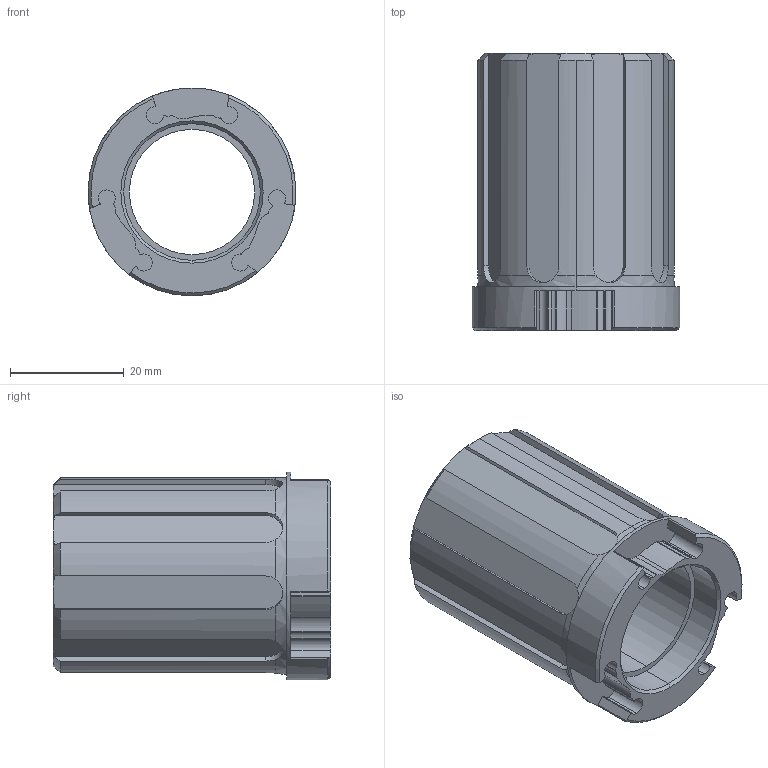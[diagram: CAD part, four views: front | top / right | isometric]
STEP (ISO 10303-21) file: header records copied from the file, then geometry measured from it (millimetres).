
FILE_DESCRIPTION (( 'STEP AP214' ), '1' );
FILE_NAME ('corps_K7.STEP', '2022-02-19T13:43:38', ( '' ), ( '' ), 'SwSTEP 2.0', 'SolidWorks 2018', '' );
FILE_SCHEMA (( 'AUTOMOTIVE_DESIGN' ));
Length unit declared in the file: millimetre
Products named in the file (1): corps_K7
Bounding box: 36.5 x 48.7 x 36.5 mm (x, y, z)
Volume: 21112.9 mm3; surface area: 11096.7 mm2
Topology: 1 solids, 1 shells, 151 faces, 430 edges, 285 vertices
Faces by surface type: cylinder 92, plane 43, cone 16
Entity records: 5336 total; most frequent: CARTESIAN_POINT 1319, ORIENTED_EDGE 860, DIRECTION 838, EDGE_CURVE 430, AXIS2_PLACEMENT_3D 338, VERTEX_POINT 285, CIRCLE 186, VECTOR 162
